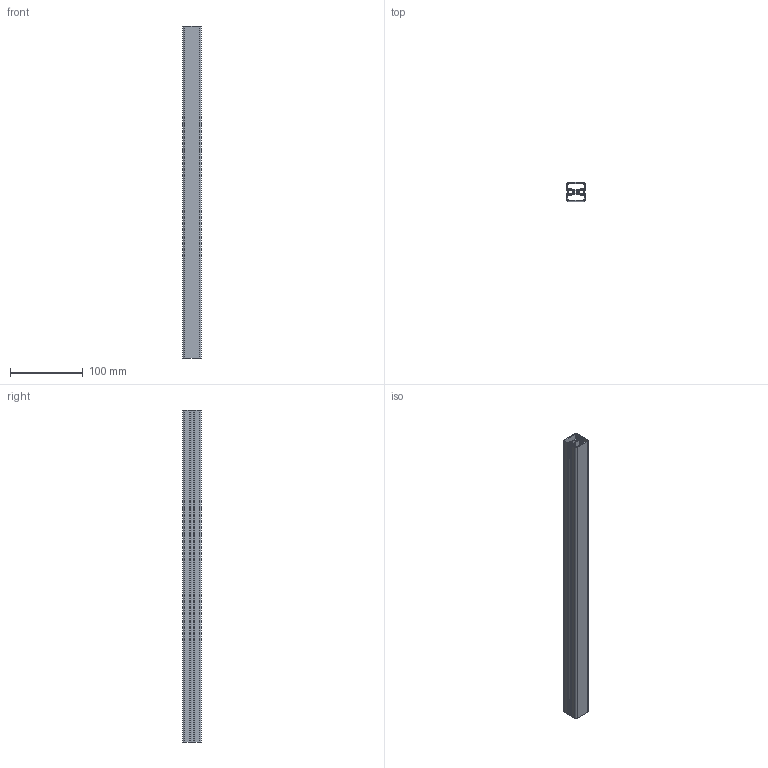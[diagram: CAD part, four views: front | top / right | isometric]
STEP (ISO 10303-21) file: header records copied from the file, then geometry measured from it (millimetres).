
FILE_DESCRIPTION (( 'STEP AP203' ), '1' );
FILE_NAME ('am-3090-18 17.955IN Peanut Extrusion.STEP', '2022-09-13T18:05:05', ( '' ), ( '' ), 'SwSTEP 2.0', 'SolidWorks 2022', '' );
FILE_SCHEMA (( 'CONFIG_CONTROL_DESIGN' ));
Products named in the file (1): am-3090-18 17.955IN Peanut Extrusion
Bounding box: 25.4 x 25.4 x 456.06 mm (x, y, z)
Volume: 80705.1 mm3; surface area: 126379.5 mm2
Topology: 1 solids, 1 shells, 428 faces, 1271 edges, 845 vertices
Faces by surface type: bspline 246, cylinder 160, plane 22
Entity records: 175755 total; most frequent: CARTESIAN_POINT 167431, ORIENTED_EDGE 2542, EDGE_CURVE 1271, VERTEX_POINT 845, DIRECTION 832, EDGE_LOOP 434, ADVANCED_FACE 428, FACE_OUTER_BOUND 428
